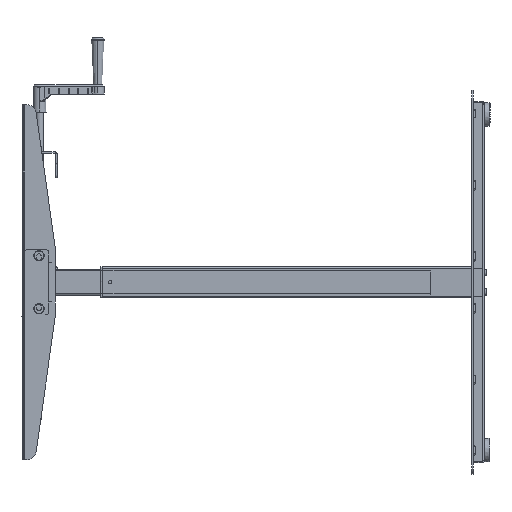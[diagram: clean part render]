
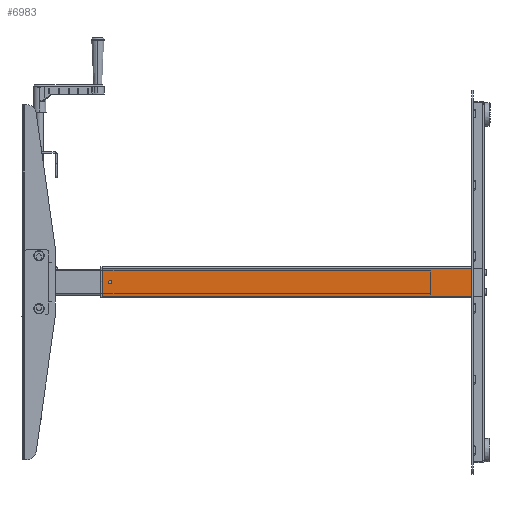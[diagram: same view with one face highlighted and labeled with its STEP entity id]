
A CAD part, left-side view. The second image highlights one B-rep face of the part: STEP entity #6983.
In plain terms, the highlighted planar face has unit normal (-1, 0, 0).
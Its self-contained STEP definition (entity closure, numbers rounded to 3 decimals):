
#282 = ORIENTED_EDGE ( 'NONE', *, *, #23136, .T. ) ;
#465 = ORIENTED_EDGE ( 'NONE', *, *, #68683, .F. ) ;
#3688 = PLANE ( 'NONE',  #27985 ) ;
#6661 = AXIS2_PLACEMENT_3D ( 'NONE', #72886, #42268, #41876 ) ;
#6983 = ADVANCED_FACE ( 'NONE', ( #51845, #66102 ), #3688, .F. ) ;
#8708 = VERTEX_POINT ( 'NONE', #70770 ) ;
#9277 = VERTEX_POINT ( 'NONE', #25263 ) ;
#12671 = CARTESIAN_POINT ( 'NONE',  ( -537., 588.5, -2.65 ) ) ;
#13565 = EDGE_CURVE ( 'NONE', #50488, #8708, #75707, .T. ) ;
#13802 = DIRECTION ( 'NONE',  ( 0., 0., 1. ) ) ;
#16092 = VERTEX_POINT ( 'NONE', #26881 ) ;
#17034 = VECTOR ( 'NONE', #53625, 1000. ) ;
#19078 = LINE ( 'NONE', #62754, #37433 ) ;
#21661 = CARTESIAN_POINT ( 'NONE',  ( -537., 601., -21.5 ) ) ;
#21704 = ORIENTED_EDGE ( 'NONE', *, *, #13565, .F. ) ;
#23136 = EDGE_CURVE ( 'NONE', #35605, #9277, #70670, .T. ) ;
#24050 = ORIENTED_EDGE ( 'NONE', *, *, #67181, .T. ) ;
#24313 = EDGE_CURVE ( 'NONE', #45185, #16092, #65462, .T. ) ;
#25263 = CARTESIAN_POINT ( 'NONE',  ( -537., 11., -21.5 ) ) ;
#26881 = CARTESIAN_POINT ( 'NONE',  ( -537., 11., 21.5 ) ) ;
#27818 = ORIENTED_EDGE ( 'NONE', *, *, #55566, .F. ) ;
#27985 = AXIS2_PLACEMENT_3D ( 'NONE', #40415, #66911, #53872 ) ;
#28570 = CARTESIAN_POINT ( 'NONE',  ( -537., 601., 21.5 ) ) ;
#28707 = CARTESIAN_POINT ( 'NONE',  ( -537., 601., 21.5 ) ) ;
#35605 = VERTEX_POINT ( 'NONE', #39761 ) ;
#37433 = VECTOR ( 'NONE', #67301, 1000. ) ;
#37709 = ORIENTED_EDGE ( 'NONE', *, *, #24313, .F. ) ;
#39761 = CARTESIAN_POINT ( 'NONE',  ( -537., 601., -21.5 ) ) ;
#39919 = CARTESIAN_POINT ( 'NONE',  ( -537., 11., 21.5 ) ) ;
#40415 = CARTESIAN_POINT ( 'NONE',  ( -537., 601., 21.5 ) ) ;
#40865 = VECTOR ( 'NONE', #63706, 1000. ) ;
#41134 = DIRECTION ( 'NONE',  ( 0., 0., 1. ) ) ;
#41876 = DIRECTION ( 'NONE',  ( 0., 0., 1. ) ) ;
#42268 = DIRECTION ( 'NONE',  ( -1., 0., 0. ) ) ;
#43612 = DIRECTION ( 'NONE',  ( -1., 0., 0. ) ) ;
#43874 = CIRCLE ( 'NONE', #54329, 2.65 ) ;
#45185 = VERTEX_POINT ( 'NONE', #28570 ) ;
#46972 = EDGE_LOOP ( 'NONE', ( #465, #21704 ) ) ;
#47021 = EDGE_LOOP ( 'NONE', ( #24050, #37709, #27818, #282 ) ) ;
#50488 = VERTEX_POINT ( 'NONE', #12671 ) ;
#51845 = FACE_BOUND ( 'NONE', #46972, .T. ) ;
#53625 = DIRECTION ( 'NONE',  ( 0., -1., 0. ) ) ;
#53872 = DIRECTION ( 'NONE',  ( 0., 0., -1. ) ) ;
#54329 = AXIS2_PLACEMENT_3D ( 'NONE', #63560, #43612, #13802 ) ;
#55566 = EDGE_CURVE ( 'NONE', #35605, #45185, #19078, .T. ) ;
#61992 = VECTOR ( 'NONE', #41134, 1000. ) ;
#62754 = CARTESIAN_POINT ( 'NONE',  ( -537., 601., 21.5 ) ) ;
#63560 = CARTESIAN_POINT ( 'NONE',  ( -537., 588.5, 0. ) ) ;
#63706 = DIRECTION ( 'NONE',  ( 0., -1., 0. ) ) ;
#65462 = LINE ( 'NONE', #28707, #17034 ) ;
#66102 = FACE_OUTER_BOUND ( 'NONE', #47021, .T. ) ;
#66911 = DIRECTION ( 'NONE',  ( 1., 0., 0. ) ) ;
#67181 = EDGE_CURVE ( 'NONE', #9277, #16092, #77030, .T. ) ;
#67301 = DIRECTION ( 'NONE',  ( 0., 0., 1. ) ) ;
#68683 = EDGE_CURVE ( 'NONE', #8708, #50488, #43874, .T. ) ;
#70670 = LINE ( 'NONE', #21661, #40865 ) ;
#70770 = CARTESIAN_POINT ( 'NONE',  ( -537., 588.5, 2.65 ) ) ;
#72886 = CARTESIAN_POINT ( 'NONE',  ( -537., 588.5, 0. ) ) ;
#75707 = CIRCLE ( 'NONE', #6661, 2.65 ) ;
#77030 = LINE ( 'NONE', #39919, #61992 ) ;
